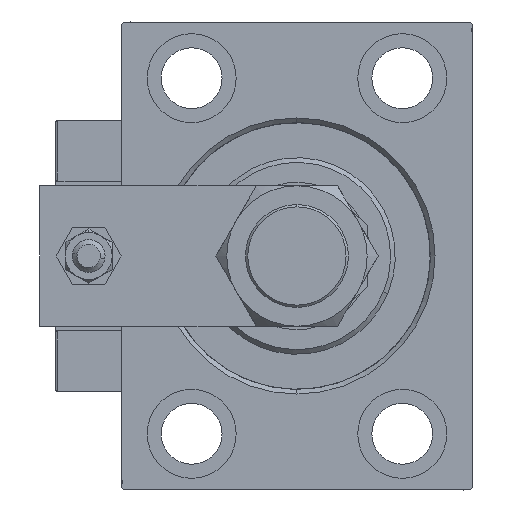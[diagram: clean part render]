
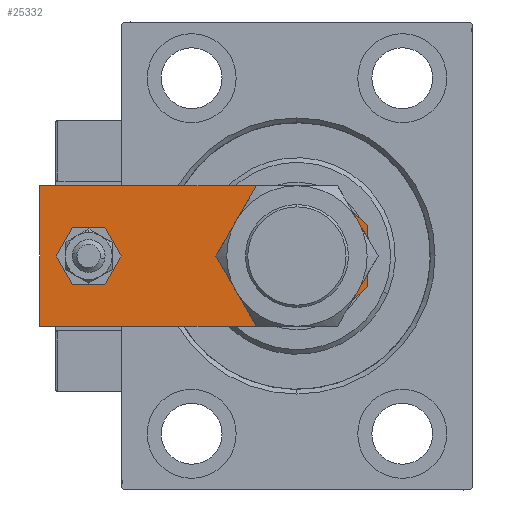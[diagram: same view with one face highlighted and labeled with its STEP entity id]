
A CAD part, left-side view. The second image highlights one B-rep face of the part: STEP entity #25332.
In plain terms, the highlighted face is planar.
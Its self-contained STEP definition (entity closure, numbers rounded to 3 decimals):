
#159 = DIRECTION ( 'NONE',  ( 1., 0., 0. ) ) ;
#255 = EDGE_CURVE ( 'NONE', #1622, #24586, #34048, .T. ) ;
#1171 = ORIENTED_EDGE ( 'NONE', *, *, #45317, .T. ) ;
#1622 = VERTEX_POINT ( 'NONE', #33419 ) ;
#1925 = DIRECTION ( 'NONE',  ( 0., 0., 1. ) ) ;
#2736 = AXIS2_PLACEMENT_3D ( 'NONE', #46634, #22213, #47161 ) ;
#2740 = EDGE_CURVE ( 'NONE', #22475, #23659, #26042, .T. ) ;
#2789 = EDGE_CURVE ( 'NONE', #23563, #2815, #16136, .T. ) ;
#2815 = VERTEX_POINT ( 'NONE', #21164 ) ;
#2913 = EDGE_LOOP ( 'NONE', ( #7144, #15381 ) ) ;
#3693 = VECTOR ( 'NONE', #20758, 1000. ) ;
#4452 = VECTOR ( 'NONE', #23039, 1000. ) ;
#5008 = CARTESIAN_POINT ( 'NONE',  ( -3.25, -3.25, 8. ) ) ;
#5318 = DIRECTION ( 'NONE',  ( 1., 0., 0. ) ) ;
#5612 = VECTOR ( 'NONE', #22340, 1000. ) ;
#5688 = CARTESIAN_POINT ( 'NONE',  ( -15., 8.5, 8. ) ) ;
#6214 = EDGE_CURVE ( 'NONE', #22496, #17253, #21876, .T. ) ;
#6824 = DIRECTION ( 'NONE',  ( 0., 0., 1. ) ) ;
#7144 = ORIENTED_EDGE ( 'NONE', *, *, #6214, .F. ) ;
#7184 = EDGE_CURVE ( 'NONE', #45364, #22601, #36421, .T. ) ;
#7313 = CARTESIAN_POINT ( 'NONE',  ( -15., 70., 8. ) ) ;
#8381 = PLANE ( 'NONE',  #35030 ) ;
#8900 = FACE_OUTER_BOUND ( 'NONE', #40348, .T. ) ;
#9343 = EDGE_CURVE ( 'NONE', #23659, #22475, #39818, .T. ) ;
#12126 = LINE ( 'NONE', #28335, #4452 ) ;
#12208 = EDGE_CURVE ( 'NONE', #2815, #1622, #37175, .T. ) ;
#13540 = AXIS2_PLACEMENT_3D ( 'NONE', #29808, #1925, #42018 ) ;
#14376 = CARTESIAN_POINT ( 'NONE',  ( 3.25, -3.25, 8. ) ) ;
#15116 = ORIENTED_EDGE ( 'NONE', *, *, #2740, .F. ) ;
#15381 = ORIENTED_EDGE ( 'NONE', *, *, #22827, .F. ) ;
#16136 = LINE ( 'NONE', #5008, #40430 ) ;
#17253 = VERTEX_POINT ( 'NONE', #45288 ) ;
#18838 = EDGE_LOOP ( 'NONE', ( #47665, #15116 ) ) ;
#20758 = DIRECTION ( 'NONE',  ( 0., -1., 0. ) ) ;
#21164 = CARTESIAN_POINT ( 'NONE',  ( -6.5, 0., 8. ) ) ;
#21876 = CIRCLE ( 'NONE', #51552, 4. ) ;
#22106 = VECTOR ( 'NONE', #5318, 1000. ) ;
#22213 = DIRECTION ( 'NONE',  ( 0., 0., 1. ) ) ;
#22340 = DIRECTION ( 'NONE',  ( 0.707, 0.707, 0. ) ) ;
#22475 = VERTEX_POINT ( 'NONE', #49359 ) ;
#22496 = VERTEX_POINT ( 'NONE', #32946 ) ;
#22601 = VERTEX_POINT ( 'NONE', #51196 ) ;
#22827 = EDGE_CURVE ( 'NONE', #17253, #22496, #46800, .T. ) ;
#23039 = DIRECTION ( 'NONE',  ( 0., 1., 0. ) ) ;
#23563 = VERTEX_POINT ( 'NONE', #5688 ) ;
#23659 = VERTEX_POINT ( 'NONE', #51566 ) ;
#24472 = CARTESIAN_POINT ( 'NONE',  ( 15., 70., 8. ) ) ;
#24575 = DIRECTION ( 'NONE',  ( 0., 0., 1. ) ) ;
#24586 = VERTEX_POINT ( 'NONE', #28151 ) ;
#25180 = DIRECTION ( 'NONE',  ( 0., 0., 1. ) ) ;
#25332 = ADVANCED_FACE ( 'NONE', ( #33068, #8900, #44754 ), #8381, .T. ) ;
#26017 = EDGE_CURVE ( 'NONE', #22601, #23563, #29265, .T. ) ;
#26042 = CIRCLE ( 'NONE', #29442, 10. ) ;
#26474 = DIRECTION ( 'NONE',  ( 1., 0., 0. ) ) ;
#26557 = ORIENTED_EDGE ( 'NONE', *, *, #255, .T. ) ;
#27295 = CARTESIAN_POINT ( 'NONE',  ( 15., 70., 8. ) ) ;
#28151 = CARTESIAN_POINT ( 'NONE',  ( 15., 8.5, 8. ) ) ;
#28335 = CARTESIAN_POINT ( 'NONE',  ( 15., 0., 8. ) ) ;
#29265 = LINE ( 'NONE', #7313, #3693 ) ;
#29442 = AXIS2_PLACEMENT_3D ( 'NONE', #52503, #25180, #41366 ) ;
#29808 = CARTESIAN_POINT ( 'NONE',  ( 0., 15., 8. ) ) ;
#32946 = CARTESIAN_POINT ( 'NONE',  ( -4., 59.5, 8. ) ) ;
#33068 = FACE_BOUND ( 'NONE', #2913, .T. ) ;
#33419 = CARTESIAN_POINT ( 'NONE',  ( 6.5, 0., 8. ) ) ;
#34048 = LINE ( 'NONE', #14376, #5612 ) ;
#35030 = AXIS2_PLACEMENT_3D ( 'NONE', #41030, #24575, #159 ) ;
#36335 = DIRECTION ( 'NONE',  ( 0.707, -0.707, 0. ) ) ;
#36421 = LINE ( 'NONE', #24472, #38072 ) ;
#37020 = ORIENTED_EDGE ( 'NONE', *, *, #12208, .T. ) ;
#37175 = LINE ( 'NONE', #41679, #22106 ) ;
#38072 = VECTOR ( 'NONE', #40407, 1000. ) ;
#38684 = CARTESIAN_POINT ( 'NONE',  ( 0., 59.5, 8. ) ) ;
#39818 = CIRCLE ( 'NONE', #13540, 10. ) ;
#40348 = EDGE_LOOP ( 'NONE', ( #50874, #49578, #37020, #26557, #1171, #43597 ) ) ;
#40407 = DIRECTION ( 'NONE',  ( -1., 0., 0. ) ) ;
#40430 = VECTOR ( 'NONE', #36335, 1000. ) ;
#41030 = CARTESIAN_POINT ( 'NONE',  ( 0., 0., 8. ) ) ;
#41366 = DIRECTION ( 'NONE',  ( 1., 0., 0. ) ) ;
#41679 = CARTESIAN_POINT ( 'NONE',  ( -15., 0., 8. ) ) ;
#42018 = DIRECTION ( 'NONE',  ( 1., 0., 0. ) ) ;
#43597 = ORIENTED_EDGE ( 'NONE', *, *, #7184, .T. ) ;
#44754 = FACE_BOUND ( 'NONE', #18838, .T. ) ;
#45288 = CARTESIAN_POINT ( 'NONE',  ( 4., 59.5, 8. ) ) ;
#45317 = EDGE_CURVE ( 'NONE', #24586, #45364, #12126, .T. ) ;
#45364 = VERTEX_POINT ( 'NONE', #27295 ) ;
#46634 = CARTESIAN_POINT ( 'NONE',  ( 0., 59.5, 8. ) ) ;
#46800 = CIRCLE ( 'NONE', #2736, 4. ) ;
#47161 = DIRECTION ( 'NONE',  ( 1., 0., 0. ) ) ;
#47665 = ORIENTED_EDGE ( 'NONE', *, *, #9343, .F. ) ;
#49359 = CARTESIAN_POINT ( 'NONE',  ( 10., 15., 8. ) ) ;
#49578 = ORIENTED_EDGE ( 'NONE', *, *, #2789, .T. ) ;
#50874 = ORIENTED_EDGE ( 'NONE', *, *, #26017, .T. ) ;
#51196 = CARTESIAN_POINT ( 'NONE',  ( -15., 70., 8. ) ) ;
#51552 = AXIS2_PLACEMENT_3D ( 'NONE', #38684, #6824, #26474 ) ;
#51566 = CARTESIAN_POINT ( 'NONE',  ( -10., 15., 8. ) ) ;
#52503 = CARTESIAN_POINT ( 'NONE',  ( 0., 15., 8. ) ) ;
